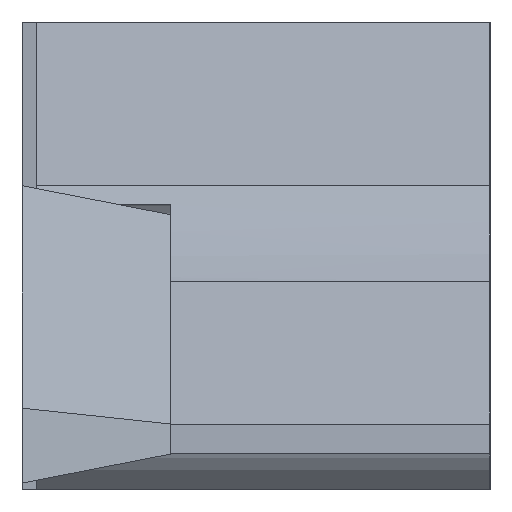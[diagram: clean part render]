
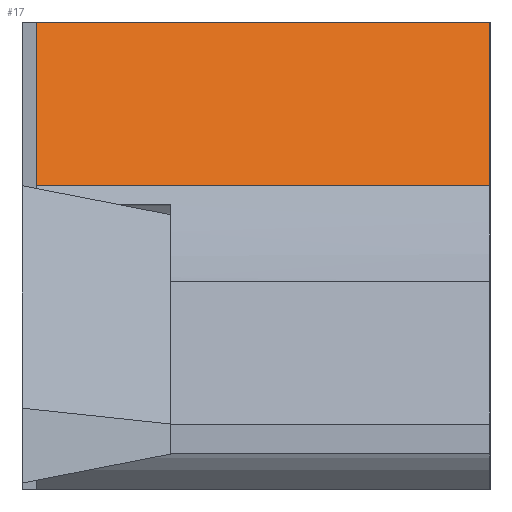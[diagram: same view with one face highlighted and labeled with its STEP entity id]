
A CAD part, left-side view. The second image highlights one B-rep face of the part: STEP entity #17.
In plain terms, the highlighted planar face has unit normal (-0.574, 0, 0.819).
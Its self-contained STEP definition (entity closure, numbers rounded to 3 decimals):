
#12 = EDGE_CURVE ( 'NONE', #690, #1342, #1280, .T. ) ;
#17 = ADVANCED_FACE ( 'NONE', ( #1257 ), #866, .F. ) ;
#44 = EDGE_CURVE ( 'NONE', #231, #690, #437, .T. ) ;
#80 = DIRECTION ( 'NONE',  ( -0.819, 0., -0.574 ) ) ;
#100 = VECTOR ( 'NONE', #80, 1000. ) ;
#119 = EDGE_LOOP ( 'NONE', ( #1010, #1226, #912, #1003 ) ) ;
#124 = CARTESIAN_POINT ( 'NONE',  ( 54.742, -0.3, 20. ) ) ;
#231 = VERTEX_POINT ( 'NONE', #525 ) ;
#304 = DIRECTION ( 'NONE',  ( 0., -1., 0. ) ) ;
#353 = VERTEX_POINT ( 'NONE', #1047 ) ;
#385 = CARTESIAN_POINT ( 'NONE',  ( 6.899, 101.55, -13.5 ) ) ;
#411 = DIRECTION ( 'NONE',  ( 0.574, 0., -0.819 ) ) ;
#437 = LINE ( 'NONE', #1031, #1192 ) ;
#461 = EDGE_CURVE ( 'NONE', #353, #1342, #863, .T. ) ;
#508 = DIRECTION ( 'NONE',  ( 0., -1., 0. ) ) ;
#525 = CARTESIAN_POINT ( 'NONE',  ( 11.897, -0.3, -10. ) ) ;
#690 = VERTEX_POINT ( 'NONE', #694 ) ;
#694 = CARTESIAN_POINT ( 'NONE',  ( 11.897, -10., -10. ) ) ;
#713 = EDGE_CURVE ( 'NONE', #231, #353, #1239, .T. ) ;
#793 = DIRECTION ( 'NONE',  ( 0.819, 0., 0.574 ) ) ;
#802 = CARTESIAN_POINT ( 'NONE',  ( 54.742, 101.55, 20. ) ) ;
#835 = VECTOR ( 'NONE', #304, 1000. ) ;
#846 = AXIS2_PLACEMENT_3D ( 'NONE', #802, #411, #793 ) ;
#863 = LINE ( 'NONE', #385, #835 ) ;
#866 = PLANE ( 'NONE',  #846 ) ;
#912 = ORIENTED_EDGE ( 'NONE', *, *, #12, .F. ) ;
#1003 = ORIENTED_EDGE ( 'NONE', *, *, #44, .F. ) ;
#1010 = ORIENTED_EDGE ( 'NONE', *, *, #713, .T. ) ;
#1031 = CARTESIAN_POINT ( 'NONE',  ( 11.897, -10., -10. ) ) ;
#1047 = CARTESIAN_POINT ( 'NONE',  ( 6.899, -0.3, -13.5 ) ) ;
#1098 = CARTESIAN_POINT ( 'NONE',  ( -0.784, -10., -18.88 ) ) ;
#1192 = VECTOR ( 'NONE', #508, 1000. ) ;
#1226 = ORIENTED_EDGE ( 'NONE', *, *, #461, .T. ) ;
#1239 = LINE ( 'NONE', #124, #100 ) ;
#1257 = FACE_OUTER_BOUND ( 'NONE', #119, .T. ) ;
#1278 = VECTOR ( 'NONE', #1279, 1000. ) ;
#1279 = DIRECTION ( 'NONE',  ( -0.819, 0., -0.574 ) ) ;
#1280 = LINE ( 'NONE', #1098, #1278 ) ;
#1342 = VERTEX_POINT ( 'NONE', #1396 ) ;
#1396 = CARTESIAN_POINT ( 'NONE',  ( 6.899, -10., -13.5 ) ) ;
